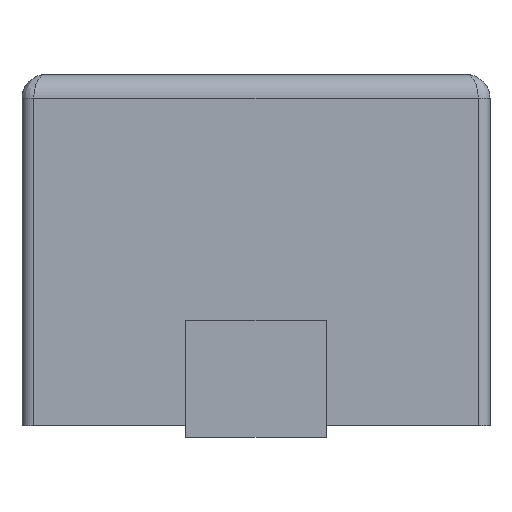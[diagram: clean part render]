
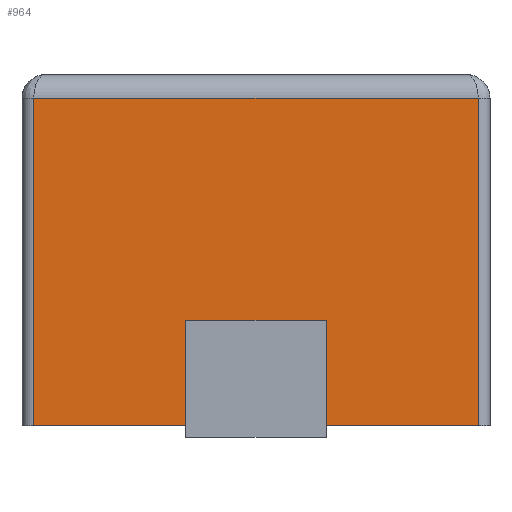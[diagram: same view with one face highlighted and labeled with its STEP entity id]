
A CAD part, left-side view. The second image highlights one B-rep face of the part: STEP entity #964.
In plain terms, the highlighted planar face has unit normal (-1, 0, 0).
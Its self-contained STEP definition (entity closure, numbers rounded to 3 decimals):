
#605 = VERTEX_POINT('',#606);
#606 = CARTESIAN_POINT('',(-2.25,-1.9,0.11));
#615 = VERTEX_POINT('',#616);
#616 = CARTESIAN_POINT('',(-2.25,-1.9,2.91));
#623 = EDGE_CURVE('',#605,#615,#624,.T.);
#624 = LINE('',#625,#626);
#625 = CARTESIAN_POINT('',(-2.25,-1.9,0.11));
#626 = VECTOR('',#627,1.);
#627 = DIRECTION('',(0.,0.,1.));
#647 = VERTEX_POINT('',#648);
#648 = CARTESIAN_POINT('',(-2.25,1.9,0.11));
#655 = EDGE_CURVE('',#647,#656,#658,.T.);
#656 = VERTEX_POINT('',#657);
#657 = CARTESIAN_POINT('',(-2.25,0.6,0.11));
#658 = LINE('',#659,#660);
#659 = CARTESIAN_POINT('',(-2.25,2.,0.11));
#660 = VECTOR('',#661,1.);
#661 = DIRECTION('',(0.,-1.,0.));
#680 = VERTEX_POINT('',#681);
#681 = CARTESIAN_POINT('',(-2.25,-0.6,0.11));
#687 = EDGE_CURVE('',#680,#605,#688,.T.);
#688 = LINE('',#689,#690);
#689 = CARTESIAN_POINT('',(-2.25,2.,0.11));
#690 = VECTOR('',#691,1.);
#691 = DIRECTION('',(0.,-1.,0.));
#733 = VERTEX_POINT('',#734);
#734 = CARTESIAN_POINT('',(-2.25,1.9,2.91));
#741 = EDGE_CURVE('',#647,#733,#742,.T.);
#742 = LINE('',#743,#744);
#743 = CARTESIAN_POINT('',(-2.25,1.9,0.11));
#744 = VECTOR('',#745,1.);
#745 = DIRECTION('',(0.,0.,1.));
#964 = ADVANCED_FACE('',(#965),#999,.F.);
#965 = FACE_BOUND('',#966,.F.);
#966 = EDGE_LOOP('',(#967,#973,#974,#975,#983,#991,#997,#998));
#967 = ORIENTED_EDGE('',*,*,#968,.T.);
#968 = EDGE_CURVE('',#733,#615,#969,.T.);
#969 = LINE('',#970,#971);
#970 = CARTESIAN_POINT('',(-2.25,2.,2.91));
#971 = VECTOR('',#972,1.);
#972 = DIRECTION('',(0.,-1.,0.));
#973 = ORIENTED_EDGE('',*,*,#623,.F.);
#974 = ORIENTED_EDGE('',*,*,#687,.F.);
#975 = ORIENTED_EDGE('',*,*,#976,.T.);
#976 = EDGE_CURVE('',#680,#977,#979,.T.);
#977 = VERTEX_POINT('',#978);
#978 = CARTESIAN_POINT('',(-2.25,-0.6,1.01));
#979 = LINE('',#980,#981);
#980 = CARTESIAN_POINT('',(-2.25,-0.6,0.06));
#981 = VECTOR('',#982,1.);
#982 = DIRECTION('',(0.,0.,1.));
#983 = ORIENTED_EDGE('',*,*,#984,.F.);
#984 = EDGE_CURVE('',#985,#977,#987,.T.);
#985 = VERTEX_POINT('',#986);
#986 = CARTESIAN_POINT('',(-2.25,0.6,1.01));
#987 = LINE('',#988,#989);
#988 = CARTESIAN_POINT('',(-2.25,1.,1.01));
#989 = VECTOR('',#990,1.);
#990 = DIRECTION('',(0.,-1.,0.));
#991 = ORIENTED_EDGE('',*,*,#992,.T.);
#992 = EDGE_CURVE('',#985,#656,#993,.T.);
#993 = LINE('',#994,#995);
#994 = CARTESIAN_POINT('',(-2.25,0.6,0.06));
#995 = VECTOR('',#996,1.);
#996 = DIRECTION('',(0.,0.,-1.));
#997 = ORIENTED_EDGE('',*,*,#655,.F.);
#998 = ORIENTED_EDGE('',*,*,#741,.T.);
#999 = PLANE('',#1000);
#1000 = AXIS2_PLACEMENT_3D('',#1001,#1002,#1003);
#1001 = CARTESIAN_POINT('',(-2.25,2.,0.11));
#1002 = DIRECTION('',(1.,0.,0.));
#1003 = DIRECTION('',(0.,-1.,0.));
